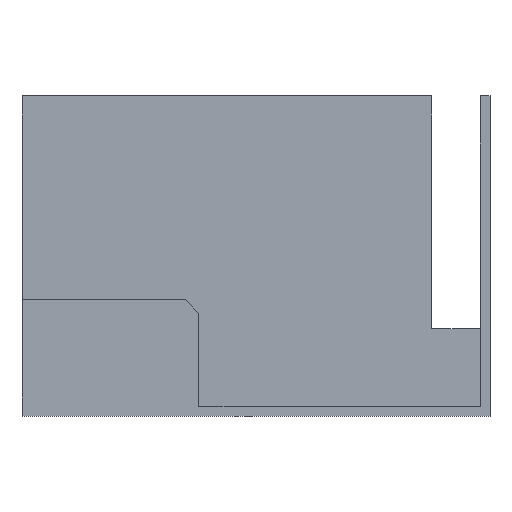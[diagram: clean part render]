
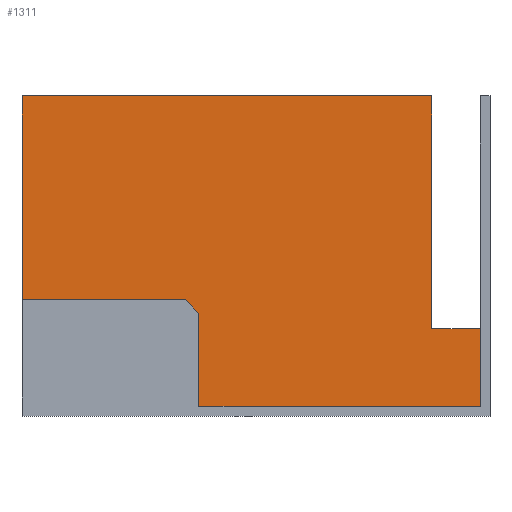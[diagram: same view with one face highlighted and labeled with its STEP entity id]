
A CAD part, front view. The second image highlights one B-rep face of the part: STEP entity #1311.
In plain terms, the highlighted free-form (B-spline) face has degree [1, 1] with [2, 2] control points.
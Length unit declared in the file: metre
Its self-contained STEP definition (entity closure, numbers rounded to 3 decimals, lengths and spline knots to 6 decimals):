
#337=ORIENTED_EDGE('',*,*,#620,.T.);
#338=ORIENTED_EDGE('',*,*,#438,.T.);
#339=ORIENTED_EDGE('',*,*,#611,.F.);
#340=ORIENTED_EDGE('',*,*,#594,.T.);
#341=ORIENTED_EDGE('',*,*,#576,.T.);
#342=ORIENTED_EDGE('',*,*,#578,.T.);
#343=ORIENTED_EDGE('',*,*,#583,.F.);
#344=ORIENTED_EDGE('',*,*,#621,.F.);
#345=ORIENTED_EDGE('',*,*,#590,.F.);
#438=EDGE_CURVE('',#624,#625,#748,.T.);
#576=EDGE_CURVE('',#719,#718,#844,.F.);
#578=EDGE_CURVE('',#718,#720,#846,.T.);
#583=EDGE_CURVE('',#723,#720,#851,.T.);
#590=EDGE_CURVE('',#730,#731,#858,.T.);
#594=EDGE_CURVE('',#733,#719,#862,.T.);
#611=EDGE_CURVE('',#733,#625,#879,.T.);
#620=EDGE_CURVE('',#730,#624,#888,.T.);
#621=EDGE_CURVE('',#731,#723,#889,.T.);
#624=VERTEX_POINT('',#1607);
#625=VERTEX_POINT('',#1608);
#718=VERTEX_POINT('',#2066);
#719=VERTEX_POINT('',#2068);
#720=VERTEX_POINT('',#2075);
#723=VERTEX_POINT('',#2086);
#730=VERTEX_POINT('',#2108);
#731=VERTEX_POINT('',#2110);
#733=VERTEX_POINT('',#2118);
#748=LINE('',#1606,#892);
#844=LINE('',#2067,#988);
#846=LINE('',#2074,#990);
#851=LINE('',#2087,#995);
#858=LINE('',#2109,#1002);
#862=LINE('',#2120,#1006);
#879=LINE('',#2167,#1023);
#888=LINE('',#2196,#1032);
#889=LINE('',#2197,#1033);
#892=VECTOR('',#1373,1.);
#988=VECTOR('',#1553,1.);
#990=VECTOR('',#1555,1.);
#995=VECTOR('',#1560,1.);
#1002=VECTOR('',#1567,1.);
#1006=VECTOR('',#1571,1.);
#1023=VECTOR('',#1588,1.);
#1032=VECTOR('',#1597,1.);
#1033=VECTOR('',#1598,1.);
#1095=EDGE_LOOP('',(#337,#338,#339,#340,#341,#342,#343,#344,#345));
#1177=FACE_BOUND('',#1095,.T.);
#1247=B_SPLINE_SURFACE_WITH_KNOTS('',1,1,((#2192,#2193),(#2194,#2195)),
 .PLANE_SURF.,.F.,.F.,.F.,(2,2),(2,2),(0.,1.),(0.,1.),.UNSPECIFIED.);
#1311=ADVANCED_FACE('',(#1177),#1247,.T.);
#1373=DIRECTION('',(-1.,0.,0.));
#1553=DIRECTION('',(-0.707,0.,0.707));
#1555=DIRECTION('',(0.,0.,-1.));
#1560=DIRECTION('',(-1.,0.,0.));
#1567=DIRECTION('',(1.,0.,0.));
#1571=DIRECTION('',(1.,0.,0.));
#1588=DIRECTION('',(0.,0.,1.));
#1597=DIRECTION('',(0.,0.,1.));
#1598=DIRECTION('',(0.,0.,-1.));
#1606=CARTESIAN_POINT('',(0.021213,-0.005,0.));
#1607=CARTESIAN_POINT('',(0.211213,-0.005,0.));
#1608=CARTESIAN_POINT('',(0.,-0.005,0.));
#2066=CARTESIAN_POINT('',(0.091213,-0.005,-0.112));
#2067=CARTESIAN_POINT('',(0.084213,-0.005,-0.105));
#2068=CARTESIAN_POINT('',(0.084213,-0.005,-0.105));
#2074=CARTESIAN_POINT('',(0.091213,-0.005,-0.1325));
#2075=CARTESIAN_POINT('',(0.091213,-0.005,-0.16));
#2086=CARTESIAN_POINT('',(0.236213,-0.005,-0.16));
#2087=CARTESIAN_POINT('',(0.1425,-0.005,-0.16));
#2108=CARTESIAN_POINT('',(0.211213,-0.005,-0.12));
#2109=CARTESIAN_POINT('',(0.223713,-0.005,-0.12));
#2110=CARTESIAN_POINT('',(0.236213,-0.005,-0.12));
#2118=CARTESIAN_POINT('',(0.,-0.005,-0.105));
#2120=CARTESIAN_POINT('',(-0.051287,-0.005,-0.105));
#2167=CARTESIAN_POINT('',(0.,-0.005,0.));
#2192=CARTESIAN_POINT('',(-0.011811,-0.005,-0.168));
#2193=CARTESIAN_POINT('',(-0.011811,-0.005,0.008));
#2194=CARTESIAN_POINT('',(0.248024,-0.005,-0.168));
#2195=CARTESIAN_POINT('',(0.248024,-0.005,0.008));
#2196=CARTESIAN_POINT('',(0.211213,-0.005,-0.06));
#2197=CARTESIAN_POINT('',(0.236213,-0.005,-0.14));
